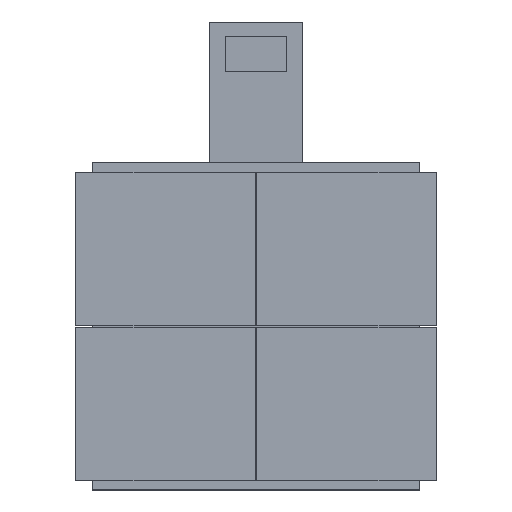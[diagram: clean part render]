
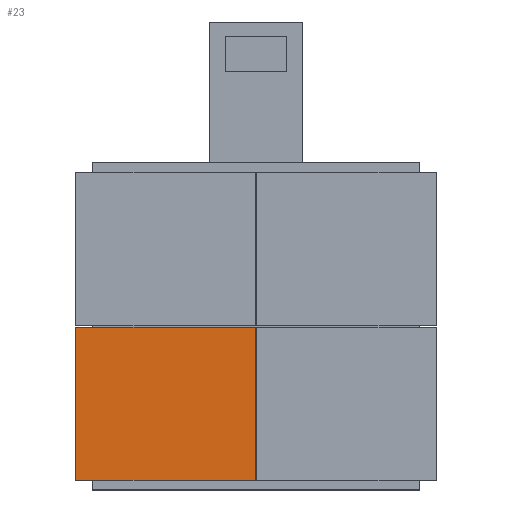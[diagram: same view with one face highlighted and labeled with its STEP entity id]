
A CAD part, front view. The second image highlights one B-rep face of the part: STEP entity #23.
In plain terms, the highlighted planar face has unit normal (0, -1, 0).
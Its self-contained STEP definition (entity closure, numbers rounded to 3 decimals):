
#23 = ADVANCED_FACE ( 'NONE', ( #440 ), #258, .F. ) ;
#75 = EDGE_CURVE ( 'NONE', #136, #137, #573, .T. ) ;
#79 = EDGE_CURVE ( 'NONE', #140, #142, #726, .T. ) ;
#80 = EDGE_CURVE ( 'NONE', #137, #140, #728, .T. ) ;
#136 = VERTEX_POINT ( 'NONE', #870 ) ;
#137 = VERTEX_POINT ( 'NONE', #871 ) ;
#140 = VERTEX_POINT ( 'NONE', #874 ) ;
#142 = VERTEX_POINT ( 'NONE', #876 ) ;
#258 = PLANE ( 'NONE',  #464 ) ;
#259 = CARTESIAN_POINT ( 'NONE',  ( -69.413, 0., -12.239 ) ) ;
#260 = DIRECTION ( 'NONE',  ( 0., 1., 0. ) ) ;
#261 = DIRECTION ( 'NONE',  ( 0., 0., 1. ) ) ;
#378 = ORIENTED_EDGE ( 'NONE', *, *, #75, .F. ) ;
#379 = ORIENTED_EDGE ( 'NONE', *, *, #1536, .F. ) ;
#380 = ORIENTED_EDGE ( 'NONE', *, *, #79, .F. ) ;
#381 = ORIENTED_EDGE ( 'NONE', *, *, #80, .F. ) ;
#440 = FACE_OUTER_BOUND ( 'NONE', #1574, .T. ) ;
#464 = AXIS2_PLACEMENT_3D ( 'NONE', #259, #260, #261 ) ;
#573 = LINE ( 'NONE', #673, #574 ) ;
#574 = VECTOR ( 'NONE', #674, 1000. ) ;
#673 = CARTESIAN_POINT ( 'NONE',  ( -69.413, 0., -28.539 ) ) ;
#674 = DIRECTION ( 'NONE',  ( 0., 0., 1. ) ) ;
#681 = CARTESIAN_POINT ( 'NONE',  ( -50.263, 0., -28.539 ) ) ;
#682 = DIRECTION ( 'NONE',  ( 0., 0., -1. ) ) ;
#683 = CARTESIAN_POINT ( 'NONE',  ( -69.413, 0., -12.239 ) ) ;
#684 = DIRECTION ( 'NONE',  ( 1., 0., 0. ) ) ;
#726 = LINE ( 'NONE', #681, #727 ) ;
#727 = VECTOR ( 'NONE', #682, 1000. ) ;
#728 = LINE ( 'NONE', #683, #729 ) ;
#729 = VECTOR ( 'NONE', #684, 1000. ) ;
#870 = CARTESIAN_POINT ( 'NONE',  ( -69.413, 0., -28.539 ) ) ;
#871 = CARTESIAN_POINT ( 'NONE',  ( -69.413, 0., -12.239 ) ) ;
#874 = CARTESIAN_POINT ( 'NONE',  ( -50.263, 0., -12.239 ) ) ;
#876 = CARTESIAN_POINT ( 'NONE',  ( -50.263, 0., -28.539 ) ) ;
#921 = CARTESIAN_POINT ( 'NONE',  ( -69.413, 0., -28.539 ) ) ;
#922 = DIRECTION ( 'NONE',  ( -1., 0., 0. ) ) ;
#981 = LINE ( 'NONE', #921, #982 ) ;
#982 = VECTOR ( 'NONE', #922, 1000. ) ;
#1536 = EDGE_CURVE ( 'NONE', #142, #136, #981, .T. ) ;
#1574 = EDGE_LOOP ( 'NONE', ( #378, #379, #380, #381 ) ) ;
